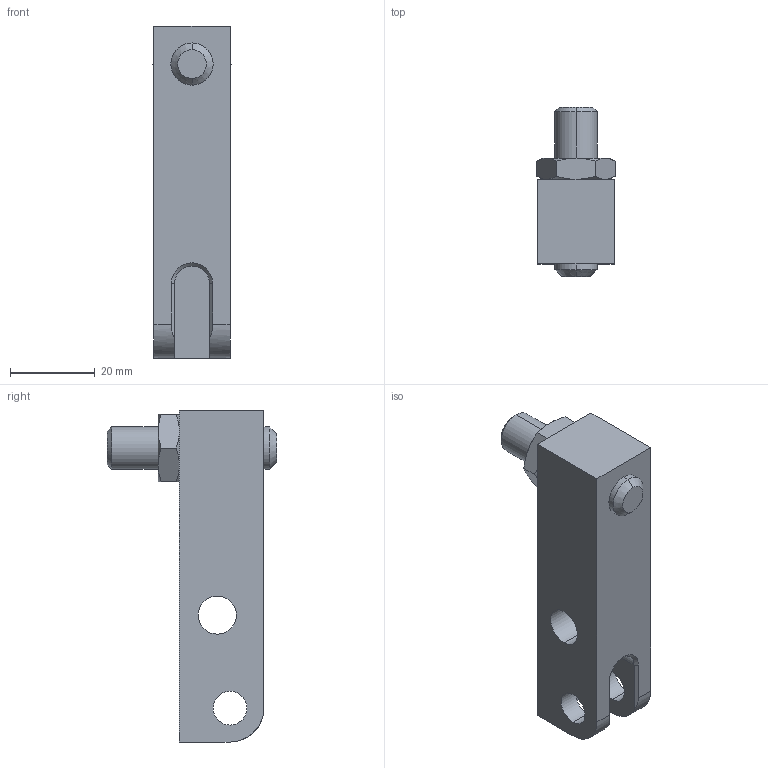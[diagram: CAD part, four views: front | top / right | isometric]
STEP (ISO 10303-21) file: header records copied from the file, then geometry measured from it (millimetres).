
FILE_DESCRIPTION((''),'2;1');
FILE_NAME('ILCML9164003','2013-07-10T',('QAM'),(''),'PRO/ENGINEER BY PARAMETRIC TECHNOLOGY CORPORATION, 2007460','PRO/ENGINEER BY PARAMETRIC TECHNOLOGY CORPORATION, 2007460','');
FILE_SCHEMA(('AUTOMOTIVE_DESIGN_CC2 { 1 2 10303 214 -1 1 5 2 }'));
Length unit declared in the file: millimetre
Products named in the file (1): ILCML9164003
Bounding box: 18.48 x 40 x 78.5 mm (x, y, z)
Volume: 25577.1 mm3; surface area: 9123.2 mm2
Topology: 1 solids, 2 shells, 59 faces, 141 edges, 88 vertices
Faces by surface type: plane 27, cone 17, cylinder 15
Entity records: 2355 total; most frequent: CARTESIAN_POINT 421, DIRECTION 282, ORIENTED_EDGE 278, PRESENTATION_STYLE_ASSIGNMENT 143, STYLED_ITEM 143, CURVE_STYLE 141, EDGE_CURVE 141, AXIS2_PLACEMENT_3D 107
